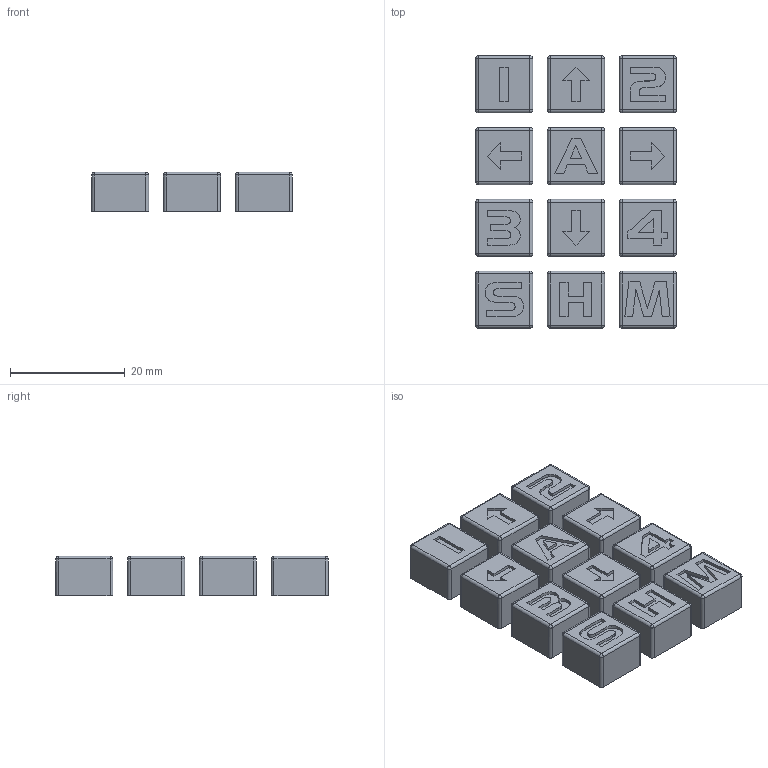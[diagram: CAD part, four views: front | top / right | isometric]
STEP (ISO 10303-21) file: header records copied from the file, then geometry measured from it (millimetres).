
FILE_DESCRIPTION (( 'STEP AP203' ), '1' );
FILE_NAME ('LASER BED LEVEL SYSTEM PENDANT V2 CUSTOM KEYCAPS.STEP', '2021-04-30T14:06:19', ( '' ), ( '' ), 'SwSTEP 2.0', 'SolidWorks 2020', '' );
FILE_SCHEMA (( 'CONFIG_CONTROL_DESIGN' ));
Length unit declared in the file: millimetre
Products named in the file (1): LASER BED LEVEL SYSTEM PENDANT V2 CUSTOM KEYCAPS
Bounding box: 34.94 x 47.44 x 6.89 mm (x, y, z)
Volume: 7742.9 mm3; surface area: 6052.8 mm2
Topology: 12 solids, 12 shells, 529 faces, 1221 edges, 742 vertices
Faces by surface type: plane 315, cylinder 132, sphere 48, bspline 34
Entity records: 16150 total; most frequent: CARTESIAN_POINT 4519, ORIENTED_EDGE 2442, DIRECTION 2205, EDGE_CURVE 1221, LINE 853, VECTOR 853, VERTEX_POINT 742, AXIS2_PLACEMENT_3D 676
